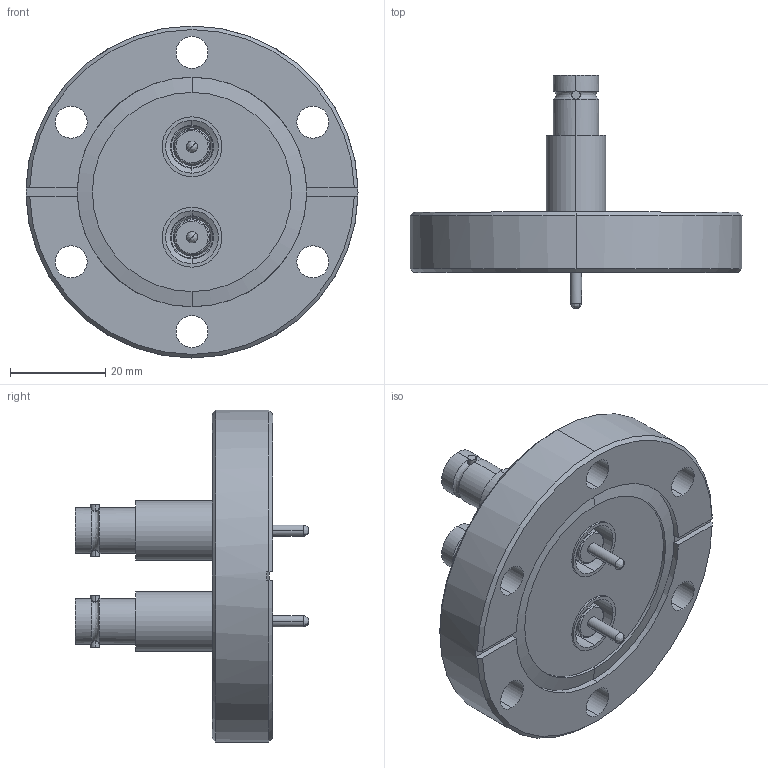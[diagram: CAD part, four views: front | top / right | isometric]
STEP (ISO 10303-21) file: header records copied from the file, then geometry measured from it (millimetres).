
FILE_DESCRIPTION (( 'STEP AP203' ), '1' );
FILE_NAME ('A0332-1-CF.STEP', '2013-02-26T13:55:31', ( '' ), ( '' ), 'SwSTEP 2.0', 'SolidWorks 2012', '' );
FILE_SCHEMA (( 'CONFIG_CONTROL_DESIGN' ));
Length unit declared in the file: inch
Products named in the file (1): A0332-1-CF
Bounding box: 69.85 x 49.15 x 69.85 mm (x, y, z)
Volume: 45897.8 mm3; surface area: 21307 mm2
Topology: 1 solids, 3 shells, 241 faces, 564 edges, 353 vertices
Faces by surface type: cylinder 126, cone 55, plane 44, bspline 16
Entity records: 7366 total; most frequent: CARTESIAN_POINT 1611, DIRECTION 1297, ORIENTED_EDGE 1120, EDGE_CURVE 560, AXIS2_PLACEMENT_3D 551, VERTEX_POINT 353, CIRCLE 325, EDGE_LOOP 285
